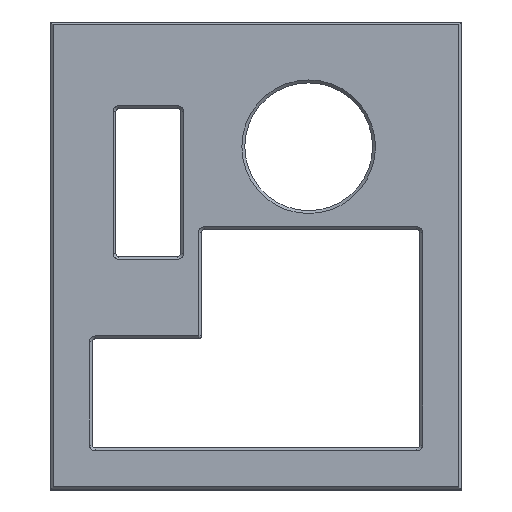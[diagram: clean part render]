
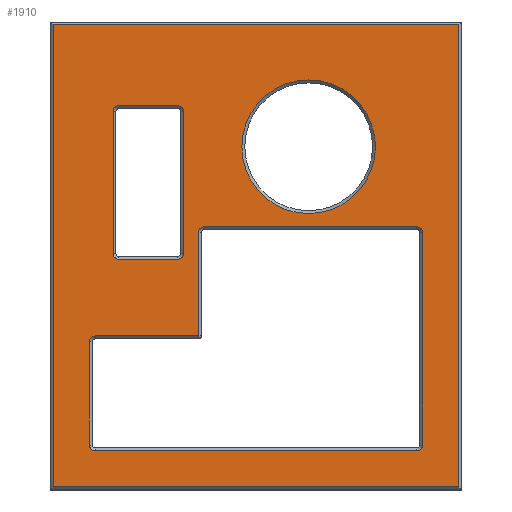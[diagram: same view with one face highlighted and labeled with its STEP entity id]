
A CAD part, top view. The second image highlights one B-rep face of the part: STEP entity #1910.
In plain terms, the highlighted planar face has unit normal (0, 0, 1).
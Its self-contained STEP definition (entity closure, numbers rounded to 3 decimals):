
#25=FACE_BOUND('',#321,.T.);
#26=FACE_BOUND('',#322,.T.);
#27=FACE_BOUND('',#323,.T.);
#99=CIRCLE('',#2070,1.);
#100=CIRCLE('',#2071,1.);
#101=CIRCLE('',#2072,1.);
#102=CIRCLE('',#2073,1.);
#103=CIRCLE('',#2074,11.659);
#104=CIRCLE('',#2075,1.);
#105=CIRCLE('',#2076,1.);
#106=CIRCLE('',#2077,1.);
#107=CIRCLE('',#2078,1.);
#108=CIRCLE('',#2079,1.);
#206=FACE_OUTER_BOUND('',#320,.T.);
#320=EDGE_LOOP('',(#1414,#1415,#1416,#1417));
#321=EDGE_LOOP('',(#1418,#1419,#1420,#1421,#1422,#1423,#1424,#1425));
#322=EDGE_LOOP('',(#1426));
#323=EDGE_LOOP('',(#1427,#1428,#1429,#1430,#1431,#1432,#1433,#1434,#1435,
#1436,#1437));
#456=LINE('',#2980,#651);
#459=LINE('',#2986,#654);
#462=LINE('',#2991,#657);
#463=LINE('',#2992,#658);
#464=LINE('',#2995,#659);
#465=LINE('',#2999,#660);
#466=LINE('',#3003,#661);
#467=LINE('',#3007,#662);
#468=LINE('',#3013,#663);
#469=LINE('',#3017,#664);
#470=LINE('',#3021,#665);
#471=LINE('',#3025,#666);
#472=LINE('',#3029,#667);
#473=LINE('',#3031,#668);
#651=VECTOR('',#2393,10.);
#654=VECTOR('',#2398,10.);
#657=VECTOR('',#2403,10.);
#658=VECTOR('',#2404,10.);
#659=VECTOR('',#2405,10.);
#660=VECTOR('',#2408,10.);
#661=VECTOR('',#2411,10.);
#662=VECTOR('',#2414,10.);
#663=VECTOR('',#2419,10.);
#664=VECTOR('',#2422,10.);
#665=VECTOR('',#2425,10.);
#666=VECTOR('',#2428,10.);
#667=VECTOR('',#2431,10.);
#668=VECTOR('',#2432,10.);
#846=VERTEX_POINT('',#2977);
#847=VERTEX_POINT('',#2979);
#849=VERTEX_POINT('',#2985);
#850=VERTEX_POINT('',#2990);
#851=VERTEX_POINT('',#2993);
#852=VERTEX_POINT('',#2994);
#853=VERTEX_POINT('',#2996);
#854=VERTEX_POINT('',#2998);
#855=VERTEX_POINT('',#3000);
#856=VERTEX_POINT('',#3002);
#857=VERTEX_POINT('',#3004);
#858=VERTEX_POINT('',#3006);
#859=VERTEX_POINT('',#3009);
#860=VERTEX_POINT('',#3011);
#861=VERTEX_POINT('',#3012);
#862=VERTEX_POINT('',#3014);
#863=VERTEX_POINT('',#3016);
#864=VERTEX_POINT('',#3018);
#865=VERTEX_POINT('',#3020);
#866=VERTEX_POINT('',#3022);
#867=VERTEX_POINT('',#3024);
#868=VERTEX_POINT('',#3026);
#869=VERTEX_POINT('',#3028);
#870=VERTEX_POINT('',#3030);
#1052=EDGE_CURVE('',#846,#847,#456,.T.);
#1055=EDGE_CURVE('',#847,#849,#459,.T.);
#1058=EDGE_CURVE('',#850,#846,#462,.T.);
#1059=EDGE_CURVE('',#849,#850,#463,.T.);
#1060=EDGE_CURVE('',#851,#852,#464,.T.);
#1061=EDGE_CURVE('',#853,#851,#99,.T.);
#1062=EDGE_CURVE('',#854,#853,#465,.T.);
#1063=EDGE_CURVE('',#855,#854,#100,.T.);
#1064=EDGE_CURVE('',#856,#855,#466,.T.);
#1065=EDGE_CURVE('',#857,#856,#101,.T.);
#1066=EDGE_CURVE('',#858,#857,#467,.T.);
#1067=EDGE_CURVE('',#852,#858,#102,.T.);
#1068=EDGE_CURVE('',#859,#859,#103,.T.);
#1069=EDGE_CURVE('',#860,#861,#468,.T.);
#1070=EDGE_CURVE('',#862,#860,#104,.T.);
#1071=EDGE_CURVE('',#863,#862,#469,.T.);
#1072=EDGE_CURVE('',#864,#863,#105,.T.);
#1073=EDGE_CURVE('',#865,#864,#470,.T.);
#1074=EDGE_CURVE('',#866,#865,#106,.T.);
#1075=EDGE_CURVE('',#867,#866,#471,.T.);
#1076=EDGE_CURVE('',#868,#867,#107,.T.);
#1077=EDGE_CURVE('',#869,#868,#472,.T.);
#1078=EDGE_CURVE('',#870,#869,#473,.T.);
#1079=EDGE_CURVE('',#861,#870,#108,.T.);
#1414=ORIENTED_EDGE('',*,*,#1052,.F.);
#1415=ORIENTED_EDGE('',*,*,#1058,.F.);
#1416=ORIENTED_EDGE('',*,*,#1059,.F.);
#1417=ORIENTED_EDGE('',*,*,#1055,.F.);
#1418=ORIENTED_EDGE('',*,*,#1060,.F.);
#1419=ORIENTED_EDGE('',*,*,#1061,.F.);
#1420=ORIENTED_EDGE('',*,*,#1062,.F.);
#1421=ORIENTED_EDGE('',*,*,#1063,.F.);
#1422=ORIENTED_EDGE('',*,*,#1064,.F.);
#1423=ORIENTED_EDGE('',*,*,#1065,.F.);
#1424=ORIENTED_EDGE('',*,*,#1066,.F.);
#1425=ORIENTED_EDGE('',*,*,#1067,.F.);
#1426=ORIENTED_EDGE('',*,*,#1068,.F.);
#1427=ORIENTED_EDGE('',*,*,#1069,.F.);
#1428=ORIENTED_EDGE('',*,*,#1070,.F.);
#1429=ORIENTED_EDGE('',*,*,#1071,.F.);
#1430=ORIENTED_EDGE('',*,*,#1072,.F.);
#1431=ORIENTED_EDGE('',*,*,#1073,.F.);
#1432=ORIENTED_EDGE('',*,*,#1074,.F.);
#1433=ORIENTED_EDGE('',*,*,#1075,.F.);
#1434=ORIENTED_EDGE('',*,*,#1076,.F.);
#1435=ORIENTED_EDGE('',*,*,#1077,.F.);
#1436=ORIENTED_EDGE('',*,*,#1078,.F.);
#1437=ORIENTED_EDGE('',*,*,#1079,.F.);
#1832=PLANE('',#2069);
#1910=ADVANCED_FACE('',(#206,#25,#26,#27),#1832,.T.);
#2069=AXIS2_PLACEMENT_3D('',#2989,#2401,#2402);
#2070=AXIS2_PLACEMENT_3D('',#2997,#2406,#2407);
#2071=AXIS2_PLACEMENT_3D('',#3001,#2409,#2410);
#2072=AXIS2_PLACEMENT_3D('',#3005,#2412,#2413);
#2073=AXIS2_PLACEMENT_3D('',#3008,#2415,#2416);
#2074=AXIS2_PLACEMENT_3D('',#3010,#2417,#2418);
#2075=AXIS2_PLACEMENT_3D('',#3015,#2420,#2421);
#2076=AXIS2_PLACEMENT_3D('',#3019,#2423,#2424);
#2077=AXIS2_PLACEMENT_3D('',#3023,#2426,#2427);
#2078=AXIS2_PLACEMENT_3D('',#3027,#2429,#2430);
#2079=AXIS2_PLACEMENT_3D('',#3032,#2433,#2434);
#2393=DIRECTION('',(-1.,0.,0.));
#2398=DIRECTION('',(0.,1.,0.));
#2401=DIRECTION('center_axis',(0.,0.,1.));
#2402=DIRECTION('ref_axis',(1.,0.,0.));
#2403=DIRECTION('',(0.,-1.,0.));
#2404=DIRECTION('',(1.,0.,0.));
#2405=DIRECTION('',(0.,1.,0.));
#2406=DIRECTION('center_axis',(0.,0.,1.));
#2407=DIRECTION('ref_axis',(0.707,-0.707,0.));
#2408=DIRECTION('',(1.,0.,0.));
#2409=DIRECTION('center_axis',(0.,0.,1.));
#2410=DIRECTION('ref_axis',(-0.707,-0.707,0.));
#2411=DIRECTION('',(0.,-1.,0.));
#2412=DIRECTION('center_axis',(0.,0.,1.));
#2413=DIRECTION('ref_axis',(-0.707,0.707,0.));
#2414=DIRECTION('',(-1.,0.,0.));
#2415=DIRECTION('center_axis',(0.,0.,1.));
#2416=DIRECTION('ref_axis',(0.707,0.707,0.));
#2417=DIRECTION('center_axis',(0.,0.,1.));
#2418=DIRECTION('ref_axis',(-1.,0.,0.));
#2419=DIRECTION('',(-1.,0.,0.));
#2420=DIRECTION('center_axis',(0.,0.,1.));
#2421=DIRECTION('ref_axis',(0.707,0.707,0.));
#2422=DIRECTION('',(0.,1.,0.));
#2423=DIRECTION('center_axis',(0.,0.,1.));
#2424=DIRECTION('ref_axis',(0.707,-0.707,0.));
#2425=DIRECTION('',(1.,0.,0.));
#2426=DIRECTION('center_axis',(0.,0.,1.));
#2427=DIRECTION('ref_axis',(-0.707,-0.707,0.));
#2428=DIRECTION('',(0.,-1.,0.));
#2429=DIRECTION('center_axis',(0.,0.,1.));
#2430=DIRECTION('ref_axis',(-0.707,0.707,0.));
#2431=DIRECTION('',(-1.,0.,0.));
#2432=DIRECTION('',(0.,-1.,0.));
#2433=DIRECTION('center_axis',(0.,0.,1.));
#2434=DIRECTION('ref_axis',(-0.707,0.707,0.));
#2977=CARTESIAN_POINT('',(64.95,-5.8,18.495));
#2979=CARTESIAN_POINT('',(-5.8,-5.8,18.495));
#2980=CARTESIAN_POINT('',(12.138,-5.8,18.495));
#2985=CARTESIAN_POINT('',(-5.8,74.856,18.495));
#2986=CARTESIAN_POINT('',(-5.8,53.042,18.495));
#2989=CARTESIAN_POINT('Origin',(29.575,34.528,18.495));
#2990=CARTESIAN_POINT('',(64.95,74.856,18.495));
#2991=CARTESIAN_POINT('',(64.95,16.014,18.495));
#2992=CARTESIAN_POINT('',(47.013,74.856,18.495));
#2993=CARTESIAN_POINT('',(16.922,34.939,18.495));
#2994=CARTESIAN_POINT('',(16.922,59.739,18.495));
#2995=CARTESIAN_POINT('',(16.922,47.384,18.495));
#2996=CARTESIAN_POINT('',(15.922,33.939,18.495));
#2997=CARTESIAN_POINT('Origin',(15.922,34.939,18.495));
#2998=CARTESIAN_POINT('',(5.622,33.939,18.495));
#2999=CARTESIAN_POINT('',(22.999,33.939,18.495));
#3000=CARTESIAN_POINT('',(4.622,34.939,18.495));
#3001=CARTESIAN_POINT('Origin',(5.622,34.939,18.495));
#3002=CARTESIAN_POINT('',(4.622,59.739,18.495));
#3003=CARTESIAN_POINT('',(4.622,34.484,18.495));
#3004=CARTESIAN_POINT('',(5.622,60.739,18.495));
#3005=CARTESIAN_POINT('Origin',(5.622,59.739,18.495));
#3006=CARTESIAN_POINT('',(15.922,60.739,18.495));
#3007=CARTESIAN_POINT('',(17.349,60.739,18.495));
#3008=CARTESIAN_POINT('Origin',(15.922,59.739,18.495));
#3009=CARTESIAN_POINT('',(50.429,53.578,18.495));
#3010=CARTESIAN_POINT('Origin',(38.77,53.578,18.495));
#3011=CARTESIAN_POINT('',(57.65,39.6,18.495));
#3012=CARTESIAN_POINT('',(20.55,39.6,18.495));
#3013=CARTESIAN_POINT('',(24.813,39.6,18.495));
#3014=CARTESIAN_POINT('',(58.65,38.6,18.495));
#3015=CARTESIAN_POINT('Origin',(57.65,38.6,18.495));
#3016=CARTESIAN_POINT('',(58.65,1.5,18.495));
#3017=CARTESIAN_POINT('',(58.65,36.814,18.495));
#3018=CARTESIAN_POINT('',(57.65,0.5,18.495));
#3019=CARTESIAN_POINT('Origin',(57.65,1.5,18.495));
#3020=CARTESIAN_POINT('',(1.5,0.5,18.495));
#3021=CARTESIAN_POINT('',(43.863,0.5,18.495));
#3022=CARTESIAN_POINT('',(0.5,1.5,18.495));
#3023=CARTESIAN_POINT('Origin',(1.5,1.5,18.495));
#3024=CARTESIAN_POINT('',(0.5,19.55,18.495));
#3025=CARTESIAN_POINT('',(0.5,17.764,18.495));
#3026=CARTESIAN_POINT('',(1.5,20.55,18.495));
#3027=CARTESIAN_POINT('Origin',(1.5,19.55,18.495));
#3028=CARTESIAN_POINT('',(19.55,20.55,18.495));
#3029=CARTESIAN_POINT('',(15.288,20.55,18.495));
#3030=CARTESIAN_POINT('',(19.55,38.6,18.495));
#3031=CARTESIAN_POINT('',(19.55,27.289,18.495));
#3032=CARTESIAN_POINT('Origin',(20.55,38.6,18.495));
